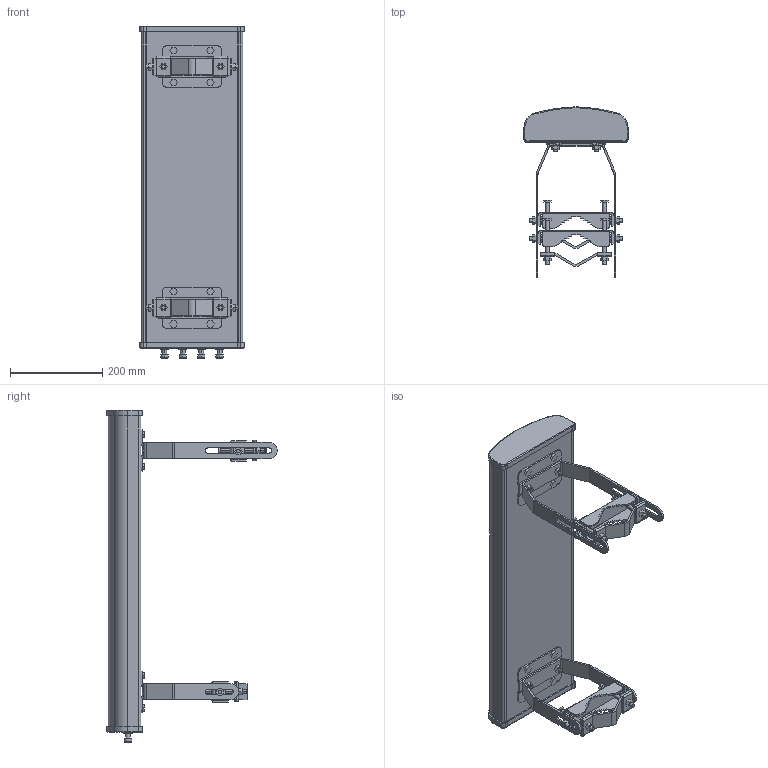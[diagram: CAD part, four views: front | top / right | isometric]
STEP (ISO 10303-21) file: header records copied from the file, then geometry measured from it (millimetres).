
FILE_DESCRIPTION (( 'STEP AP214' ), '1' );
FILE_NAME ('HG3517DP4-090_3D.STEP', '2020-04-29T15:57:03', ( '' ), ( '' ), 'SwSTEP 2.0', 'SolidWorks 2018', '' );
FILE_SCHEMA (( 'AUTOMOTIVE_DESIGN' ));
Length unit declared in the file: millimetre
Products named in the file (1): HG3517DP4-090_3D
Bounding box: 225.98 x 369.75 x 721 mm (x, y, z)
Volume: 10189372.4 mm3; surface area: 732187.8 mm2
Topology: 49 solids, 49 shells, 1071 faces, 2685 edges, 1774 vertices
Faces by surface type: plane 687, cylinder 350, torus 18, cone 16
Entity records: 32679 total; most frequent: DIRECTION 5575, CARTESIAN_POINT 5531, ORIENTED_EDGE 5370, EDGE_CURVE 2685, VECTOR 1939, LINE 1939, AXIS2_PLACEMENT_3D 1818, VERTEX_POINT 1774
